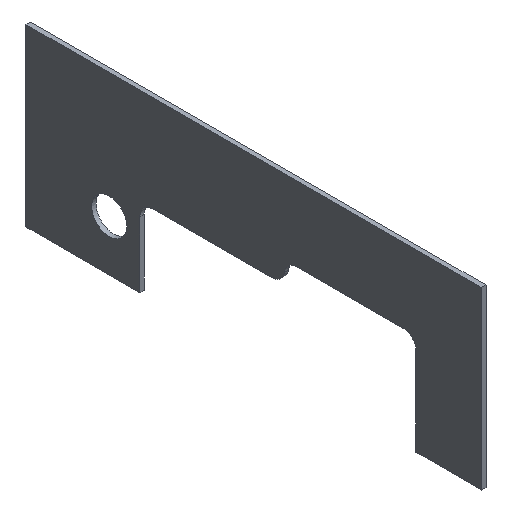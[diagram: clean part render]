
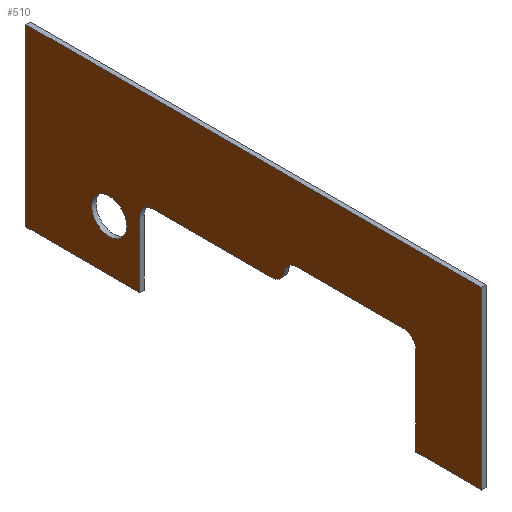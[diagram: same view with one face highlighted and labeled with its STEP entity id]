
A CAD part, isometric view. The second image highlights one B-rep face of the part: STEP entity #510.
In plain terms, the highlighted planar face has unit normal (-1, 0, 0).
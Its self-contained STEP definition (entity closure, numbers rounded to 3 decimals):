
#63=CARTESIAN_POINT('Vertex',(0.,29.49,-10.318)) ;
#77=CARTESIAN_POINT('Vertex',(0.,36.51,-6.482)) ;
#80=CARTESIAN_POINT('Axis2P3D Location',(0.,33.,-8.4)) ;
#97=CARTESIAN_POINT('Axis2P3D Location',(0.,33.,-8.4)) ;
#118=CARTESIAN_POINT('Vertex',(0.,26.,-20.)) ;
#123=CARTESIAN_POINT('Line Origine',(0.,39.,-20.)) ;
#127=CARTESIAN_POINT('Vertex',(0.,52.,-20.)) ;
#154=CARTESIAN_POINT('Line Origine',(0.,52.,0.)) ;
#158=CARTESIAN_POINT('Vertex',(0.,52.,20.)) ;
#185=CARTESIAN_POINT('Line Origine',(0.,0.,20.)) ;
#189=CARTESIAN_POINT('Vertex',(0.,-52.,20.)) ;
#216=CARTESIAN_POINT('Line Origine',(0.,-52.,0.)) ;
#220=CARTESIAN_POINT('Vertex',(0.,-52.,-20.)) ;
#246=CARTESIAN_POINT('Vertex',(0.,-37.,-20.)) ;
#256=CARTESIAN_POINT('Line Origine',(0.,-44.5,-20.)) ;
#273=CARTESIAN_POINT('Line Origine',(0.,26.,-12.5)) ;
#277=CARTESIAN_POINT('Vertex',(0.,26.,-5.)) ;
#315=CARTESIAN_POINT('Vertex',(0.,23.,-2.)) ;
#318=CARTESIAN_POINT('Axis2P3D Location',(0.,23.,-5.)) ;
#339=CARTESIAN_POINT('Vertex',(0.,-4.,-2.)) ;
#344=CARTESIAN_POINT('Line Origine',(0.,9.5,-2.)) ;
#366=CARTESIAN_POINT('Axis2P3D Location',(0.,-4.,1.)) ;
#370=CARTESIAN_POINT('Vertex',(0.,-6.958,0.5)) ;
#408=CARTESIAN_POINT('Vertex',(0.,-9.916,3.)) ;
#411=CARTESIAN_POINT('Axis2P3D Location',(0.,-9.916,0.)) ;
#467=CARTESIAN_POINT('Axis2P3D Location',(0.,0.,0.)) ;
#472=CARTESIAN_POINT('Line Origine',(0.,-37.,-10.)) ;
#476=CARTESIAN_POINT('Vertex',(0.,-37.,0.)) ;
#479=CARTESIAN_POINT('Line Origine',(0.,-21.958,3.)) ;
#483=CARTESIAN_POINT('Vertex',(0.,-34.,3.)) ;
#486=CARTESIAN_POINT('Axis2P3D Location',(0.,-34.,0.)) ;
#81=DIRECTION('Axis2P3D Direction',(1.,0.,-0.)) ;
#98=DIRECTION('Axis2P3D Direction',(1.,0.,-0.)) ;
#124=DIRECTION('Vector Direction',(0.,-1.,0.)) ;
#155=DIRECTION('Vector Direction',(0.,0.,-1.)) ;
#186=DIRECTION('Vector Direction',(0.,1.,0.)) ;
#217=DIRECTION('Vector Direction',(0.,0.,1.)) ;
#257=DIRECTION('Vector Direction',(0.,-1.,0.)) ;
#274=DIRECTION('Vector Direction',(0.,0.,-1.)) ;
#319=DIRECTION('Axis2P3D Direction',(1.,0.,0.)) ;
#345=DIRECTION('Vector Direction',(0.,-1.,0.)) ;
#367=DIRECTION('Axis2P3D Direction',(1.,0.,0.)) ;
#412=DIRECTION('Axis2P3D Direction',(-1.,0.,0.)) ;
#468=DIRECTION('Axis2P3D Direction',(1.,0.,0.)) ;
#469=DIRECTION('Axis2P3D XDirection',(0.,1.,0.)) ;
#473=DIRECTION('Vector Direction',(0.,0.,-1.)) ;
#480=DIRECTION('Vector Direction',(0.,1.,0.)) ;
#487=DIRECTION('Axis2P3D Direction',(1.,0.,0.)) ;
#82=AXIS2_PLACEMENT_3D('Circle Axis2P3D',#80,#81,$) ;
#99=AXIS2_PLACEMENT_3D('Circle Axis2P3D',#97,#98,$) ;
#320=AXIS2_PLACEMENT_3D('Circle Axis2P3D',#318,#319,$) ;
#368=AXIS2_PLACEMENT_3D('Circle Axis2P3D',#366,#367,$) ;
#413=AXIS2_PLACEMENT_3D('Circle Axis2P3D',#411,#412,$) ;
#470=AXIS2_PLACEMENT_3D('Plane Axis2P3D',#467,#468,#469) ;
#488=AXIS2_PLACEMENT_3D('Circle Axis2P3D',#486,#487,$) ;
#492=ORIENTED_EDGE('',*,*,#478,.F.) ;
#493=ORIENTED_EDGE('',*,*,#260,.F.) ;
#494=ORIENTED_EDGE('',*,*,#222,.F.) ;
#495=ORIENTED_EDGE('',*,*,#191,.F.) ;
#496=ORIENTED_EDGE('',*,*,#160,.F.) ;
#497=ORIENTED_EDGE('',*,*,#129,.F.) ;
#498=ORIENTED_EDGE('',*,*,#279,.F.) ;
#499=ORIENTED_EDGE('',*,*,#322,.T.) ;
#500=ORIENTED_EDGE('',*,*,#348,.F.) ;
#501=ORIENTED_EDGE('',*,*,#372,.F.) ;
#502=ORIENTED_EDGE('',*,*,#415,.T.) ;
#503=ORIENTED_EDGE('',*,*,#485,.F.) ;
#504=ORIENTED_EDGE('',*,*,#490,.T.) ;
#507=ORIENTED_EDGE('',*,*,#84,.T.) ;
#508=ORIENTED_EDGE('',*,*,#101,.T.) ;
#509=FACE_BOUND('',#506,.T.) ;
#125=VECTOR('Line Direction',#124,1.) ;
#156=VECTOR('Line Direction',#155,1.) ;
#187=VECTOR('Line Direction',#186,1.) ;
#218=VECTOR('Line Direction',#217,1.) ;
#258=VECTOR('Line Direction',#257,1.) ;
#275=VECTOR('Line Direction',#274,1.) ;
#346=VECTOR('Line Direction',#345,1.) ;
#474=VECTOR('Line Direction',#473,1.) ;
#481=VECTOR('Line Direction',#480,1.) ;
#510=ADVANCED_FACE('PartBody',(#505,#509),#471,.F.) ;
#83=CIRCLE('generated circle',#82,4.) ;
#100=CIRCLE('generated circle',#99,4.) ;
#321=CIRCLE('generated circle',#320,3.) ;
#369=CIRCLE('generated circle',#368,3.) ;
#414=CIRCLE('generated circle',#413,3.) ;
#489=CIRCLE('generated circle',#488,3.) ;
#84=EDGE_CURVE('',#64,#78,#83,.T.) ;
#101=EDGE_CURVE('',#78,#64,#100,.T.) ;
#129=EDGE_CURVE('',#119,#128,#126,.F.) ;
#160=EDGE_CURVE('',#128,#159,#157,.F.) ;
#191=EDGE_CURVE('',#159,#190,#188,.F.) ;
#222=EDGE_CURVE('',#190,#221,#219,.F.) ;
#260=EDGE_CURVE('',#221,#247,#259,.F.) ;
#279=EDGE_CURVE('',#278,#119,#276,.T.) ;
#322=EDGE_CURVE('',#278,#316,#321,.T.) ;
#348=EDGE_CURVE('',#340,#316,#347,.F.) ;
#372=EDGE_CURVE('',#371,#340,#369,.T.) ;
#415=EDGE_CURVE('',#371,#409,#414,.F.) ;
#478=EDGE_CURVE('',#247,#477,#475,.F.) ;
#485=EDGE_CURVE('',#484,#409,#482,.T.) ;
#490=EDGE_CURVE('',#484,#477,#489,.T.) ;
#491=EDGE_LOOP('',(#492,#493,#494,#495,#496,#497,#498,#499,#500,#501,#502,#503,#504)) ;
#506=EDGE_LOOP('',(#507,#508)) ;
#505=FACE_OUTER_BOUND('',#491,.T.) ;
#126=LINE('Line',#123,#125) ;
#157=LINE('Line',#154,#156) ;
#188=LINE('Line',#185,#187) ;
#219=LINE('Line',#216,#218) ;
#259=LINE('Line',#256,#258) ;
#276=LINE('Line',#273,#275) ;
#347=LINE('Line',#344,#346) ;
#475=LINE('Line',#472,#474) ;
#482=LINE('Line',#479,#481) ;
#471=PLANE('Plane',#470) ;
#64=VERTEX_POINT('',#63) ;
#78=VERTEX_POINT('',#77) ;
#119=VERTEX_POINT('',#118) ;
#128=VERTEX_POINT('',#127) ;
#159=VERTEX_POINT('',#158) ;
#190=VERTEX_POINT('',#189) ;
#221=VERTEX_POINT('',#220) ;
#247=VERTEX_POINT('',#246) ;
#278=VERTEX_POINT('',#277) ;
#316=VERTEX_POINT('',#315) ;
#340=VERTEX_POINT('',#339) ;
#371=VERTEX_POINT('',#370) ;
#409=VERTEX_POINT('',#408) ;
#477=VERTEX_POINT('',#476) ;
#484=VERTEX_POINT('',#483) ;
